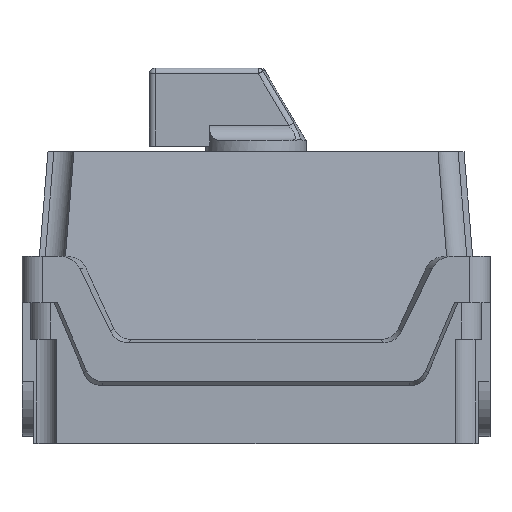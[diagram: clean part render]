
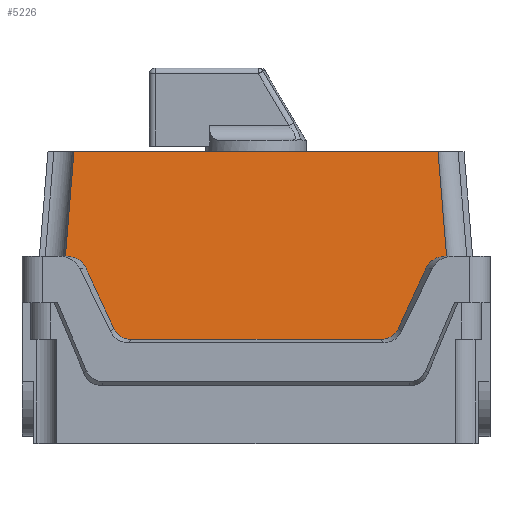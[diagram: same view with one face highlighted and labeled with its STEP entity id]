
A CAD part, top view. The second image highlights one B-rep face of the part: STEP entity #5226.
In plain terms, the highlighted planar face has unit normal (0, 0.082, 0.997).
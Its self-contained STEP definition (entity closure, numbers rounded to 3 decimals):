
#177 = FACE_OUTER_BOUND ( 'NONE', #3995, .T. ) ;
#1445 = ORIENTED_EDGE ( 'NONE', *, *, #10122, .T. ) ;
#1447 = ORIENTED_EDGE ( 'NONE', *, *, #10123, .F. ) ;
#1449 = ORIENTED_EDGE ( 'NONE', *, *, #10124, .F. ) ;
#1450 = ORIENTED_EDGE ( 'NONE', *, *, #10125, .T. ) ;
#1451 = ORIENTED_EDGE ( 'NONE', *, *, #10126, .T. ) ;
#1452 = ORIENTED_EDGE ( 'NONE', *, *, #10127, .F. ) ;
#1453 = ORIENTED_EDGE ( 'NONE', *, *, #10128, .T. ) ;
#1454 = ORIENTED_EDGE ( 'NONE', *, *, #10129, .T. ) ;
#1456 = ORIENTED_EDGE ( 'NONE', *, *, #10130, .T. ) ;
#1457 = ORIENTED_EDGE ( 'NONE', *, *, #10131, .T. ) ;
#1458 = ORIENTED_EDGE ( 'NONE', *, *, #10132, .T. ) ;
#1459 = ORIENTED_EDGE ( 'NONE', *, *, #10133, .T. ) ;
#1883 = VERTEX_POINT ( 'NONE', #4059 ) ;
#1886 = VERTEX_POINT ( 'NONE', #4122 ) ;
#1903 = VERTEX_POINT ( 'NONE', #3998 ) ;
#1910 = VERTEX_POINT ( 'NONE', #3989 ) ;
#1921 = VERTEX_POINT ( 'NONE', #3946 ) ;
#1925 = VERTEX_POINT ( 'NONE', #3874 ) ;
#1964 = VERTEX_POINT ( 'NONE', #3903 ) ;
#1989 = VERTEX_POINT ( 'NONE', #3297 ) ;
#1997 = VERTEX_POINT ( 'NONE', #4168 ) ;
#2001 = VERTEX_POINT ( 'NONE', #4299 ) ;
#2004 = VERTEX_POINT ( 'NONE', #3842 ) ;
#2023 = VERTEX_POINT ( 'NONE', #4065 ) ;
#2320 = VECTOR ( 'NONE', #7806, 1000. ) ;
#2322 = LINE ( 'NONE', #7805, #2320 ) ;
#2323 = VECTOR ( 'NONE', #7800, 1000. ) ;
#2324 = LINE ( 'NONE', #7799, #2323 ) ;
#2325 = VECTOR ( 'NONE', #7794, 1000. ) ;
#2326 = LINE ( 'NONE', #7793, #2325 ) ;
#2327 = VECTOR ( 'NONE', #7788, 1000. ) ;
#2328 = VECTOR ( 'NONE', #7786, 1000. ) ;
#2329 = LINE ( 'NONE', #7787, #2327 ) ;
#2330 = VECTOR ( 'NONE', #7784, 1000. ) ;
#2331 = LINE ( 'NONE', #7785, #2328 ) ;
#2332 = VECTOR ( 'NONE', #7782, 1000. ) ;
#2333 = LINE ( 'NONE', #7783, #2330 ) ;
#2334 = VECTOR ( 'NONE', #7780, 1000. ) ;
#2335 = LINE ( 'NONE', #7781, #2332 ) ;
#2345 = LINE ( 'NONE', #7776, #2334 ) ;
#3297 = CARTESIAN_POINT ( 'NONE',  ( -58.828, 10.129, -6.164 ) ) ;
#3842 = CARTESIAN_POINT ( 'NONE',  ( 43.279, -14.5, -4.128 ) ) ;
#3874 = CARTESIAN_POINT ( 'NONE',  ( -49.259, -10.676, -4.444 ) ) ;
#3903 = CARTESIAN_POINT ( 'NONE',  ( -63., 50.5, -9.5 ) ) ;
#3946 = CARTESIAN_POINT ( 'NONE',  ( 58.828, 10.129, -6.164 ) ) ;
#3989 = CARTESIAN_POINT ( 'NONE',  ( -43.279, -14.5, -4.128 ) ) ;
#3995 = EDGE_LOOP ( 'NONE', ( #1459, #1458, #1457, #1456, #1454, #1453, #1452, #1451, #1450, #1449, #1447, #1445 ) ) ;
#3998 = CARTESIAN_POINT ( 'NONE',  ( 49.259, -10.676, -4.444 ) ) ;
#4059 = CARTESIAN_POINT ( 'NONE',  ( -66., 14.2, -6.5 ) ) ;
#4065 = CARTESIAN_POINT ( 'NONE',  ( -65.466, 14.2, -6.5 ) ) ;
#4122 = CARTESIAN_POINT ( 'NONE',  ( 63., 50.5, -9.5 ) ) ;
#4168 = CARTESIAN_POINT ( 'NONE',  ( 66., 14.2, -6.5 ) ) ;
#4299 = CARTESIAN_POINT ( 'NONE',  ( 65.466, 14.2, -6.5 ) ) ;
#4788 = DIRECTION ( 'NONE',  ( 0., -0.082, -0.997 ) ) ;
#4790 = CARTESIAN_POINT ( 'NONE',  ( 118.523, 14.2, -6.5 ) ) ;
#4801 = DIRECTION ( 'NONE',  ( 0., 0.997, -0.082 ) ) ;
#4898 = PLANE ( 'NONE',  #10319 ) ;
#5226 = ADVANCED_FACE ( 'NONE', ( #177 ), #4898, .F. ) ;
#7760 = CARTESIAN_POINT ( 'NONE',  ( -62.476, 14.2, -6.5 ) ) ;
#7766 = CARTESIAN_POINT ( 'NONE',  ( -65.466, 14.2, -6.5 ) ) ;
#7775 = CARTESIAN_POINT ( 'NONE',  ( 58.828, 10.129, -6.164 ) ) ;
#7776 = CARTESIAN_POINT ( 'NONE',  ( 118.523, 14.2, -6.5 ) ) ;
#7777 = CARTESIAN_POINT ( 'NONE',  ( 60.002, 12.683, -6.375 ) ) ;
#7778 = CARTESIAN_POINT ( 'NONE',  ( -60.002, 12.683, -6.375 ) ) ;
#7779 = CARTESIAN_POINT ( 'NONE',  ( -58.828, 10.129, -6.164 ) ) ;
#7780 = DIRECTION ( 'NONE',  ( -1., 0., 0. ) ) ;
#7781 = CARTESIAN_POINT ( 'NONE',  ( -67.045, 1.558, -5.455 ) ) ;
#7782 = DIRECTION ( 'NONE',  ( 0.082, 0.993, -0.082 ) ) ;
#7783 = CARTESIAN_POINT ( 'NONE',  ( 118.523, 50.5, -9.5 ) ) ;
#7784 = DIRECTION ( 'NONE',  ( -1., 0., 0. ) ) ;
#7785 = CARTESIAN_POINT ( 'NONE',  ( 67.045, 1.558, -5.455 ) ) ;
#7786 = DIRECTION ( 'NONE',  ( -0.082, 0.993, -0.082 ) ) ;
#7787 = CARTESIAN_POINT ( 'NONE',  ( 118.523, 14.2, -6.5 ) ) ;
#7788 = DIRECTION ( 'NONE',  ( -1., 0., 0. ) ) ;
#7789 = CARTESIAN_POINT ( 'NONE',  ( 45.95, -14.5, -4.128 ) ) ;
#7790 = CARTESIAN_POINT ( 'NONE',  ( 43.279, -14.5, -4.128 ) ) ;
#7791 = CARTESIAN_POINT ( 'NONE',  ( 62.476, 14.2, -6.5 ) ) ;
#7792 = CARTESIAN_POINT ( 'NONE',  ( 65.466, 14.2, -6.5 ) ) ;
#7793 = CARTESIAN_POINT ( 'NONE',  ( 70.739, 36.028, -8.304 ) ) ;
#7794 = DIRECTION ( 'NONE',  ( 0.417, 0.906, -0.075 ) ) ;
#7795 = CARTESIAN_POINT ( 'NONE',  ( -48.146, -13.096, -4.244 ) ) ;
#7796 = CARTESIAN_POINT ( 'NONE',  ( -49.259, -10.676, -4.444 ) ) ;
#7797 = CARTESIAN_POINT ( 'NONE',  ( 48.146, -13.096, -4.244 ) ) ;
#7798 = CARTESIAN_POINT ( 'NONE',  ( 49.259, -10.676, -4.444 ) ) ;
#7799 = CARTESIAN_POINT ( 'NONE',  ( 118.523, -14.5, -4.128 ) ) ;
#7800 = DIRECTION ( 'NONE',  ( 1., 0., 0. ) ) ;
#7803 = CARTESIAN_POINT ( 'NONE',  ( -45.95, -14.5, -4.128 ) ) ;
#7804 = CARTESIAN_POINT ( 'NONE',  ( -43.279, -14.5, -4.128 ) ) ;
#7805 = CARTESIAN_POINT ( 'NONE',  ( -29.583, -53.456, -0.909 ) ) ;
#7806 = DIRECTION ( 'NONE',  ( 0.417, -0.906, 0.075 ) ) ;
#8654 =( BOUNDED_CURVE ( )  B_SPLINE_CURVE ( 3, ( #7766, #7760, #7778, #7779 ),
 .UNSPECIFIED., .F., .F. ) 
 B_SPLINE_CURVE_WITH_KNOTS ( ( 4, 4 ),
 ( 1.809, 2.949 ),
 .UNSPECIFIED. ) 
 CURVE ( )  GEOMETRIC_REPRESENTATION_ITEM ( )  RATIONAL_B_SPLINE_CURVE ( ( 1., 0.895, 0.895, 1. ) ) 
 REPRESENTATION_ITEM ( '' )  );
#8655 =( BOUNDED_CURVE ( )  B_SPLINE_CURVE ( 3, ( #7775, #7777, #7791, #7792 ),
 .UNSPECIFIED., .F., .F. ) 
 B_SPLINE_CURVE_WITH_KNOTS ( ( 4, 4 ),
 ( 3.335, 4.474 ),
 .UNSPECIFIED. ) 
 CURVE ( )  GEOMETRIC_REPRESENTATION_ITEM ( )  RATIONAL_B_SPLINE_CURVE ( ( 1., 0.895, 0.895, 1. ) ) 
 REPRESENTATION_ITEM ( '' )  );
#8656 =( BOUNDED_CURVE ( )  B_SPLINE_CURVE ( 3, ( #7790, #7789, #7797, #7798 ),
 .UNSPECIFIED., .F., .F. ) 
 B_SPLINE_CURVE_WITH_KNOTS ( ( 4, 4 ),
 ( 2.609, 3.674 ),
 .UNSPECIFIED. ) 
 CURVE ( )  GEOMETRIC_REPRESENTATION_ITEM ( )  RATIONAL_B_SPLINE_CURVE ( ( 1., 0.908, 0.908, 1. ) ) 
 REPRESENTATION_ITEM ( '' )  );
#8657 =( BOUNDED_CURVE ( )  B_SPLINE_CURVE ( 3, ( #7796, #7795, #7803, #7804 ),
 .UNSPECIFIED., .F., .F. ) 
 B_SPLINE_CURVE_WITH_KNOTS ( ( 4, 4 ),
 ( 2.609, 3.674 ),
 .UNSPECIFIED. ) 
 CURVE ( )  GEOMETRIC_REPRESENTATION_ITEM ( )  RATIONAL_B_SPLINE_CURVE ( ( 1., 0.908, 0.908, 1. ) ) 
 REPRESENTATION_ITEM ( '' )  );
#10122 = EDGE_CURVE ( 'NONE', #2023, #1989, #8654, .T. ) ;
#10123 = EDGE_CURVE ( 'NONE', #2023, #1883, #2345, .T. ) ;
#10124 = EDGE_CURVE ( 'NONE', #1883, #1964, #2335, .T. ) ;
#10125 = EDGE_CURVE ( 'NONE', #1886, #1964, #2333, .T. ) ;
#10126 = EDGE_CURVE ( 'NONE', #1997, #1886, #2331, .T. ) ;
#10127 = EDGE_CURVE ( 'NONE', #1997, #2001, #2329, .T. ) ;
#10128 = EDGE_CURVE ( 'NONE', #1921, #2001, #8655, .T. ) ;
#10129 = EDGE_CURVE ( 'NONE', #1903, #1921, #2326, .T. ) ;
#10130 = EDGE_CURVE ( 'NONE', #2004, #1903, #8656, .T. ) ;
#10131 = EDGE_CURVE ( 'NONE', #1910, #2004, #2324, .T. ) ;
#10132 = EDGE_CURVE ( 'NONE', #1925, #1910, #8657, .T. ) ;
#10133 = EDGE_CURVE ( 'NONE', #1989, #1925, #2322, .T. ) ;
#10319 = AXIS2_PLACEMENT_3D ( 'NONE', #4790, #4788, #4801 ) ;
